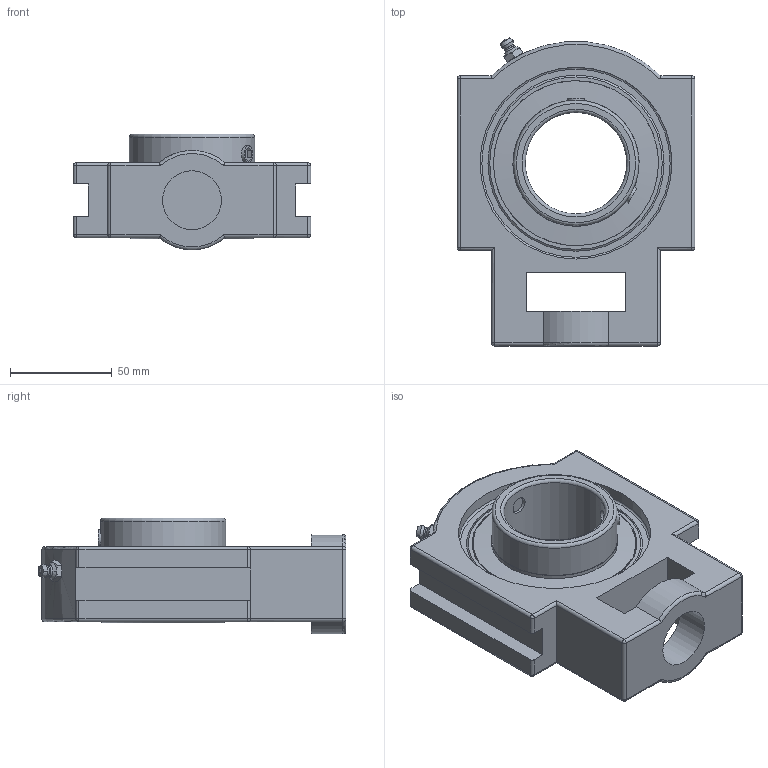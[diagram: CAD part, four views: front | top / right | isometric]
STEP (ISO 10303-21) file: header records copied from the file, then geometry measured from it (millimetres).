
FILE_DESCRIPTION(('HOOPS Exchange Step'),'2;1');
FILE_NAME('export-5764FACA-C342-4543-A0C4-033A4204010E.stp','2019-12-18T08:32:00-08:00',('ibuslach'),('Alibre'),'HOOPS Exchange 2019.2','Alibre','Unknown authorisation');
FILE_SCHEMA( ('AP242_MANAGED_MODEL_BASED_3D_ENGINEERING_MIM_LF {1 0 10303 442 1 1 4 }') );
Length unit declared in the file: centimetre
Products named in the file (7): MRN ST 210; UCP ZERK 6mm; SUC 210 RACES; SUC 210 SHIELD; SUC 210 SS; MRN SUC 210; MRN SUCT 210
Assembly tree (8 placements, depth 3):
  MRN SUCT 210
    MRN ST 210
    UCP ZERK 6mm
    MRN SUC 210
      SUC 210 RACES
      SUC 210 SHIELD  x2
      SUC 210 SS  x2
Bounding box: 117 x 151.68 x 57.1 mm (x, y, z)
Volume: 326553.9 mm3; surface area: 98584.8 mm2
Topology: 8 solids, 8 shells, 195 faces, 497 edges, 301 vertices
Faces by surface type: cylinder 68, plane 67, torus 19, sphere 19, cone 18, bspline 4
Full cylindrical faces by diameter (mm): 1.507 x2, 6 x2, 8.382 x4, 29 x1, 50 x1, 61.722 x3, 62.23 x2, 81.28 x3, 94.476 x2
Entity records: 8492 total; most frequent: CARTESIAN_POINT 4033, DIRECTION 953, ORIENTED_EDGE 872, EDGE_CURVE 436, AXIS2_PLACEMENT_3D 381, VERTEX_POINT 270, EDGE_LOOP 198, FACE_BOUND 198
